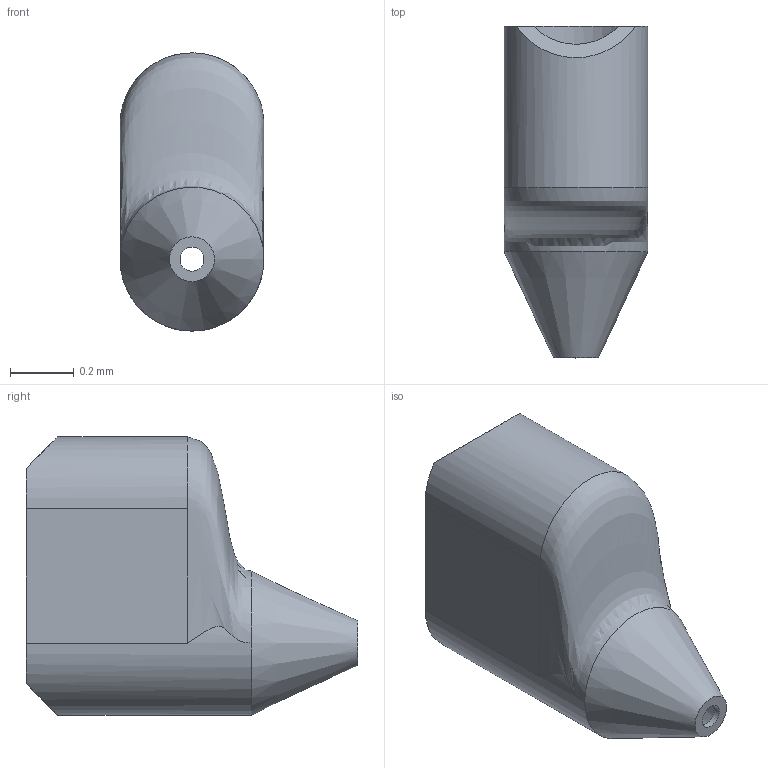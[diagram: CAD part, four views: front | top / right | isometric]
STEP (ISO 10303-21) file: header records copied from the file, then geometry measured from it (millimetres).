
FILE_DESCRIPTION(/* description */ (''),/* implementation_level */ '2;1');
FILE_NAME(/* name */ 'MVED_C_100_75_100_1.stp',/* time_stamp */ '2023-05-30T15:26:43+02:00',/* author */ ('vakilim'),/* organization */ (''),/* preprocessor_version */ 'ST-DEVELOPER v19.2',/* originating_system */ 'Autodesk Inventor 2023',/* authorisation */ '');
FILE_SCHEMA (('AUTOMOTIVE_DESIGN { 1 0 10303 214 3 1 1 }'));
Length unit declared in the file: millimetre
Products named in the file (1): MVED_C_100_75_100_11
Bounding box: 0.45 x 1.04 x 0.87 mm (x, y, z)
Volume: 0.1 mm3; surface area: 4.4 mm2
Topology: 1 solids, 1 shells, 133 faces, 340 edges, 204 vertices
Faces by surface type: bspline 64, cylinder 24, cone 22, plane 18, torus 5
Full cylindrical faces by diameter (mm): 0.075 x1, 0.1 x1, 0.14 x1, 0.2 x1, 0.366 x6
Entity records: 9751 total; most frequent: CARTESIAN_POINT 7004, ORIENTED_EDGE 680, DIRECTION 412, EDGE_CURVE 340, VERTEX_POINT 204, AXIS2_PLACEMENT_3D 175, B_SPLINE_CURVE_WITH_KNOTS 169, EDGE_LOOP 138
